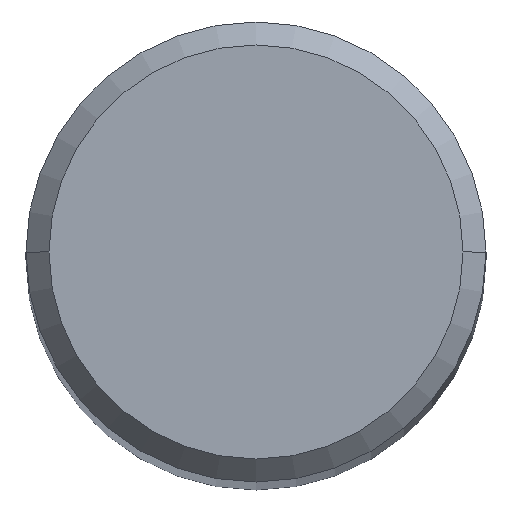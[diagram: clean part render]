
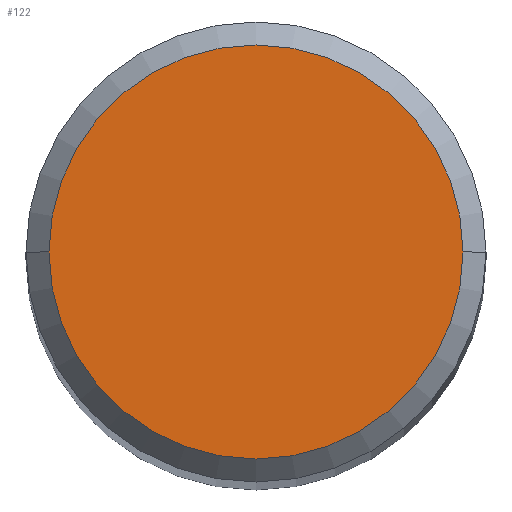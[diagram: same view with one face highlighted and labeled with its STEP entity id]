
A CAD part, top view. The second image highlights one B-rep face of the part: STEP entity #122.
In plain terms, the highlighted planar face has unit normal (0, 0, 1).
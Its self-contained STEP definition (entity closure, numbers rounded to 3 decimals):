
#3 = FACE_OUTER_BOUND ( 'NONE', #200, .T. ) ;
#6 = DIRECTION ( 'NONE',  ( -1., 0., 0. ) ) ;
#14 = CIRCLE ( 'NONE', #86, 9. ) ;
#17 = EDGE_CURVE ( 'NONE', #183, #64, #179, .T. ) ;
#52 = DIRECTION ( 'NONE',  ( 0., 0., -1. ) ) ;
#64 = VERTEX_POINT ( 'NONE', #252 ) ;
#74 = DIRECTION ( 'NONE',  ( 0., 0., -1. ) ) ;
#77 = EDGE_CURVE ( 'NONE', #64, #183, #14, .T. ) ;
#86 = AXIS2_PLACEMENT_3D ( 'NONE', #212, #52, #6 ) ;
#87 = CARTESIAN_POINT ( 'NONE',  ( -9., 0., 200. ) ) ;
#96 = AXIS2_PLACEMENT_3D ( 'NONE', #210, #74, #269 ) ;
#122 = ADVANCED_FACE ( 'NONE', ( #3 ), #273, .F. ) ;
#146 = CARTESIAN_POINT ( 'NONE',  ( 0., 0., 200. ) ) ;
#147 = ORIENTED_EDGE ( 'NONE', *, *, #77, .F. ) ;
#179 = CIRCLE ( 'NONE', #233, 9. ) ;
#183 = VERTEX_POINT ( 'NONE', #87 ) ;
#200 = EDGE_LOOP ( 'NONE', ( #204, #147 ) ) ;
#204 = ORIENTED_EDGE ( 'NONE', *, *, #17, .F. ) ;
#210 = CARTESIAN_POINT ( 'NONE',  ( 0., 0., 200. ) ) ;
#212 = CARTESIAN_POINT ( 'NONE',  ( 0., 0., 200. ) ) ;
#216 = DIRECTION ( 'NONE',  ( -1., 0., 0. ) ) ;
#233 = AXIS2_PLACEMENT_3D ( 'NONE', #146, #265, #216 ) ;
#252 = CARTESIAN_POINT ( 'NONE',  ( 9., 0., 200. ) ) ;
#265 = DIRECTION ( 'NONE',  ( 0., 0., -1. ) ) ;
#269 = DIRECTION ( 'NONE',  ( 0., -1., 0. ) ) ;
#273 = PLANE ( 'NONE',  #96 ) ;
